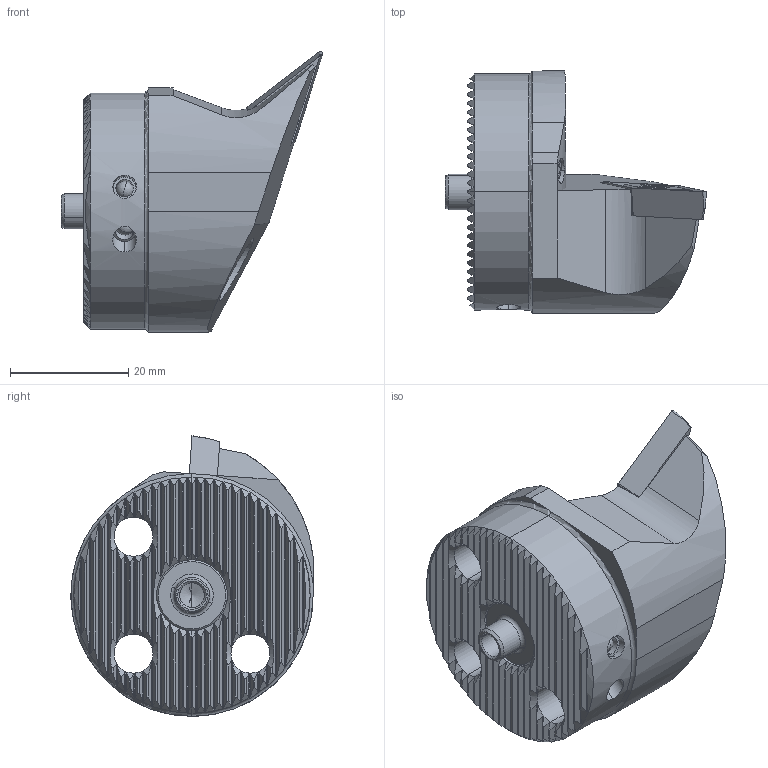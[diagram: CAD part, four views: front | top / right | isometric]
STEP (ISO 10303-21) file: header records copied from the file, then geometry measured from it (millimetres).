
FILE_DESCRIPTION (( 'STEP AP214' ), '1' );
FILE_NAME ('WK1.BVF.LQC.040.STEP', '2020-09-16T11:35:03', ( '' ), ( '' ), 'SwSTEP 2.0', 'SolidWorks 2017', '' );
FILE_SCHEMA (( 'AUTOMOTIVE_DESIGN' ));
Length unit declared in the file: millimetre
Products named in the file (7): WK1.BVF.LQC.040; KVT_MB_600_040; WCB-ER2.001.009_A; WKX-ER1.004.005_A_PreviewCfg; VBMT160404; WK2-ER1.001.012_A_Fertigbearbeitung; WK1-BVF.LQC.040_A
Assembly tree (8 placements, depth 2):
  WK1.BVF.LQC.040
    WK1-BVF.LQC.040_A
    KVT_MB_600_040  x2
    WKX-ER1.004.005_A_PreviewCfg  x2
    WK2-ER1.001.012_A_Fertigbearbeitung
    VBMT160404
    WCB-ER2.001.009_A
Bounding box: 44.2 x 41 x 47.5 mm (x, y, z)
Volume: 25911.8 mm3; surface area: 11295.1 mm2
Topology: 10 solids, 10 shells, 566 faces, 1504 edges, 947 vertices
Faces by surface type: plane 219, cylinder 199, cone 114, torus 14, bspline 14, sphere 6
Entity records: 18244 total; most frequent: CARTESIAN_POINT 5809, ORIENTED_EDGE 2768, DIRECTION 2207, EDGE_CURVE 1384, VERTEX_POINT 884, AXIS2_PLACEMENT_3D 846, EDGE_LOOP 540, ADVANCED_FACE 517
